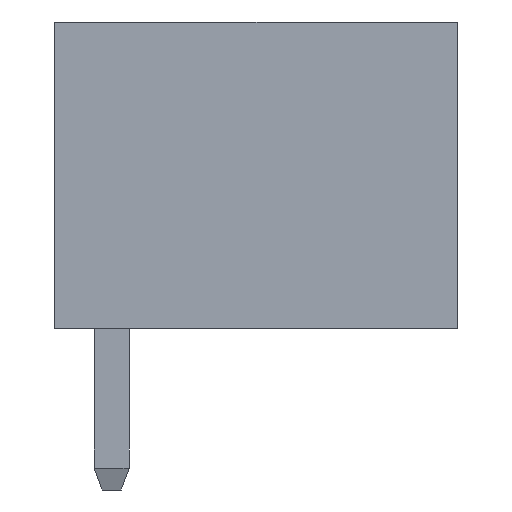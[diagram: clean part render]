
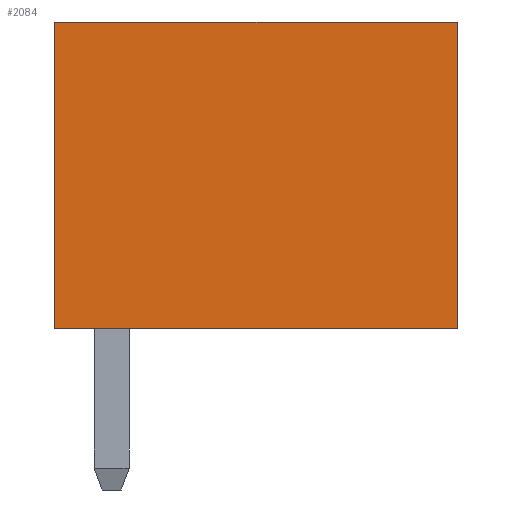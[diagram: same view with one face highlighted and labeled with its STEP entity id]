
A CAD part, left-side view. The second image highlights one B-rep face of the part: STEP entity #2084.
In plain terms, the highlighted planar face has unit normal (-1, 0, 0).
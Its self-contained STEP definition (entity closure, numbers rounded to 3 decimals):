
#269 = CARTESIAN_POINT ( 'NONE',  ( -9.925, -4.6, 7. ) ) ;
#427 = ORIENTED_EDGE ( 'NONE', *, *, #7526, .F. ) ;
#476 = LINE ( 'NONE', #8405, #5531 ) ;
#541 = DIRECTION ( 'NONE',  ( 0., -1., 0. ) ) ;
#800 = VERTEX_POINT ( 'NONE', #6206 ) ;
#1010 = LINE ( 'NONE', #1564, #2552 ) ;
#1433 = DIRECTION ( 'NONE',  ( 0., 0., -1. ) ) ;
#1564 = CARTESIAN_POINT ( 'NONE',  ( -9.925, 4.6, 7. ) ) ;
#1648 = AXIS2_PLACEMENT_3D ( 'NONE', #1992, #1998, #2023 ) ;
#1866 = PLANE ( 'NONE',  #1648 ) ;
#1992 = CARTESIAN_POINT ( 'NONE',  ( -9.925, 4.6, 7. ) ) ;
#1998 = DIRECTION ( 'NONE',  ( 1., 0., 0. ) ) ;
#2023 = DIRECTION ( 'NONE',  ( 0., 0., -1. ) ) ;
#2077 = ORIENTED_EDGE ( 'NONE', *, *, #4791, .T. ) ;
#2084 = ADVANCED_FACE ( 'NONE', ( #3805 ), #1866, .F. ) ;
#2552 = VECTOR ( 'NONE', #6824, 1000. ) ;
#2856 = LINE ( 'NONE', #6099, #6347 ) ;
#2926 = ORIENTED_EDGE ( 'NONE', *, *, #6384, .F. ) ;
#3639 = VECTOR ( 'NONE', #5595, 1000. ) ;
#3657 = VERTEX_POINT ( 'NONE', #6400 ) ;
#3805 = FACE_OUTER_BOUND ( 'NONE', #8074, .T. ) ;
#4012 = VERTEX_POINT ( 'NONE', #4073 ) ;
#4073 = CARTESIAN_POINT ( 'NONE',  ( -9.925, 4.6, 0. ) ) ;
#4272 = CARTESIAN_POINT ( 'NONE',  ( -9.925, 4.6, 7. ) ) ;
#4791 = EDGE_CURVE ( 'NONE', #4012, #800, #476, .T. ) ;
#5531 = VECTOR ( 'NONE', #541, 1000. ) ;
#5586 = EDGE_CURVE ( 'NONE', #6894, #4012, #2856, .T. ) ;
#5595 = DIRECTION ( 'NONE',  ( 0., 0., -1. ) ) ;
#6099 = CARTESIAN_POINT ( 'NONE',  ( -9.925, 4.6, 7. ) ) ;
#6206 = CARTESIAN_POINT ( 'NONE',  ( -9.925, -4.6, 0. ) ) ;
#6347 = VECTOR ( 'NONE', #1433, 1000. ) ;
#6384 = EDGE_CURVE ( 'NONE', #3657, #800, #7117, .T. ) ;
#6400 = CARTESIAN_POINT ( 'NONE',  ( -9.925, -4.6, 7. ) ) ;
#6824 = DIRECTION ( 'NONE',  ( 0., -1., 0. ) ) ;
#6827 = ORIENTED_EDGE ( 'NONE', *, *, #5586, .T. ) ;
#6894 = VERTEX_POINT ( 'NONE', #4272 ) ;
#7117 = LINE ( 'NONE', #269, #3639 ) ;
#7526 = EDGE_CURVE ( 'NONE', #6894, #3657, #1010, .T. ) ;
#8074 = EDGE_LOOP ( 'NONE', ( #2077, #2926, #427, #6827 ) ) ;
#8405 = CARTESIAN_POINT ( 'NONE',  ( -9.925, 4.6, 0. ) ) ;
